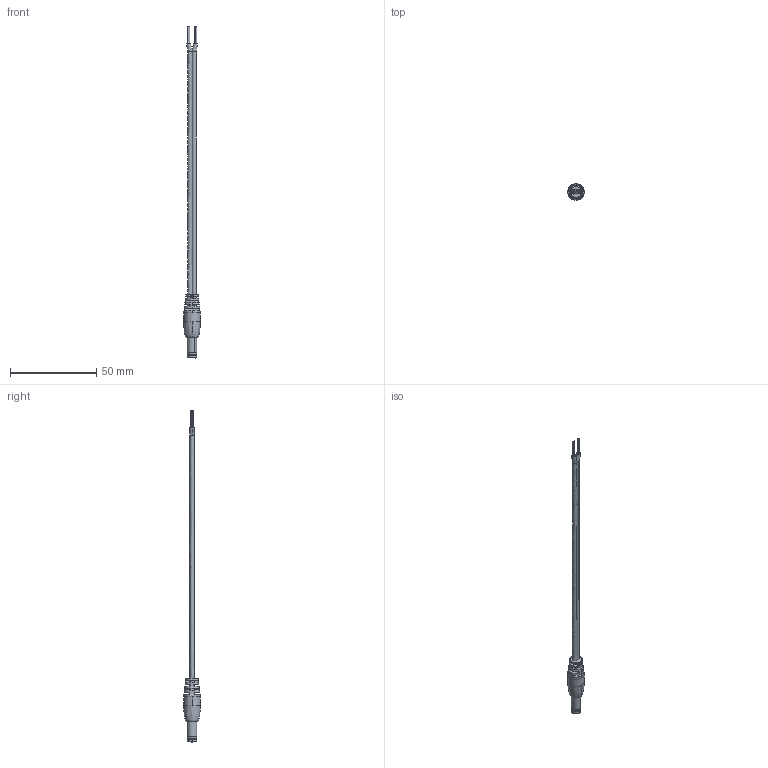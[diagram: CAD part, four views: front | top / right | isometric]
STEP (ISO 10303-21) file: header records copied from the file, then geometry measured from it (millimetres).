
FILE_DESCRIPTION (( 'STEP AP203' ), '1' );
FILE_NAME ('10-02376_revA.STEP', '2016-11-29T18:07:34', ( '' ), ( '' ), 'SwSTEP 2.0', 'SolidWorks 2015', '' );
FILE_SCHEMA (( 'CONFIG_CONTROL_DESIGN' ));
Length unit declared in the file: millimetre
Products named in the file (7): 30-00440; 10-02376_revA; 50-00024; 50-00024 shell; 50-00024 insulator; 24-00003; 50-00024 contact
Assembly tree (6 placements, depth 3):
  10-02376_revA
    30-00440
    24-00003
    50-00024
      50-00024 contact
      50-00024 insulator
      50-00024 shell
Bounding box: 9.6 x 9.6 x 192.68 mm (x, y, z)
Volume: 3435.5 mm3; surface area: 11598.6 mm2
Topology: 67 solids, 67 shells, 772 faces, 1659 edges, 1088 vertices
Faces by surface type: plane 329, cylinder 277, bspline 116, cone 26, torus 24
Entity records: 24803 total; most frequent: CARTESIAN_POINT 7715, DIRECTION 3357, ORIENTED_EDGE 3318, EDGE_CURVE 1659, AXIS2_PLACEMENT_3D 1359, VERTEX_POINT 1088, EDGE_LOOP 845, ADVANCED_FACE 772
